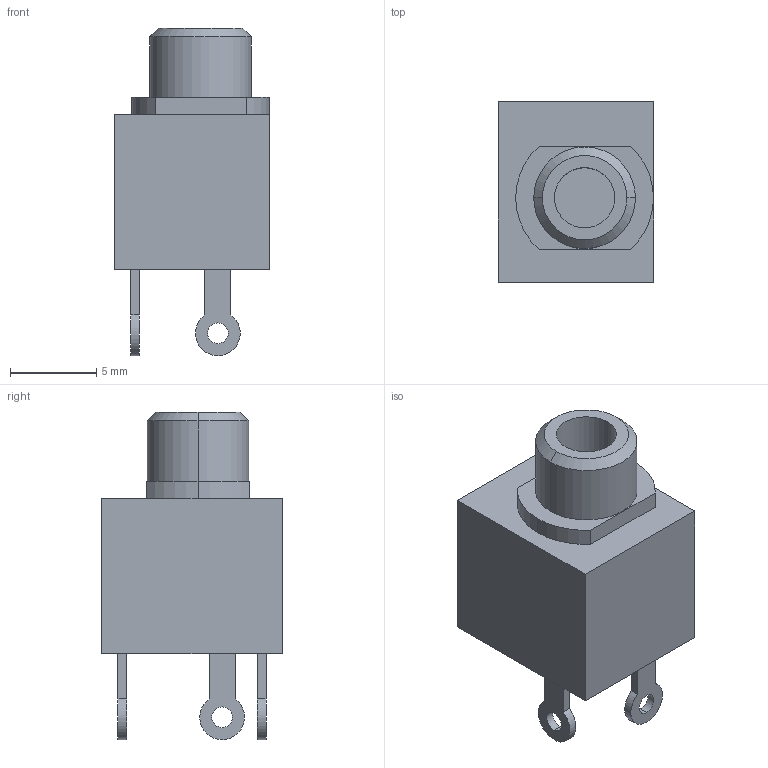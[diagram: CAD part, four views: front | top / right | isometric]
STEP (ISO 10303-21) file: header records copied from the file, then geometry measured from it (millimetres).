
FILE_DESCRIPTION (( 'STEP AP214' ), '1' );
FILE_NAME ('Schurter 4832 Jack.STEP', '2019-05-22T20:36:56', ( '' ), ( '' ), 'SwSTEP 2.0', 'SolidWorks 2017', '' );
FILE_SCHEMA (( 'AUTOMOTIVE_DESIGN' ));
Length unit declared in the file: millimetre
Products named in the file (1): Schurter 4832 Jack
Bounding box: 9 x 10.5 x 19 mm (x, y, z)
Volume: 964.4 mm3; surface area: 756 mm2
Topology: 1 solids, 1 shells, 43 faces, 105 edges, 69 vertices
Faces by surface type: plane 23, cylinder 18, cone 2
Entity records: 1650 total; most frequent: DIRECTION 232, CARTESIAN_POINT 218, ORIENTED_EDGE 210, EDGE_CURVE 105, AXIS2_PLACEMENT_3D 83, VERTEX_POINT 69, LINE 66, VECTOR 66
